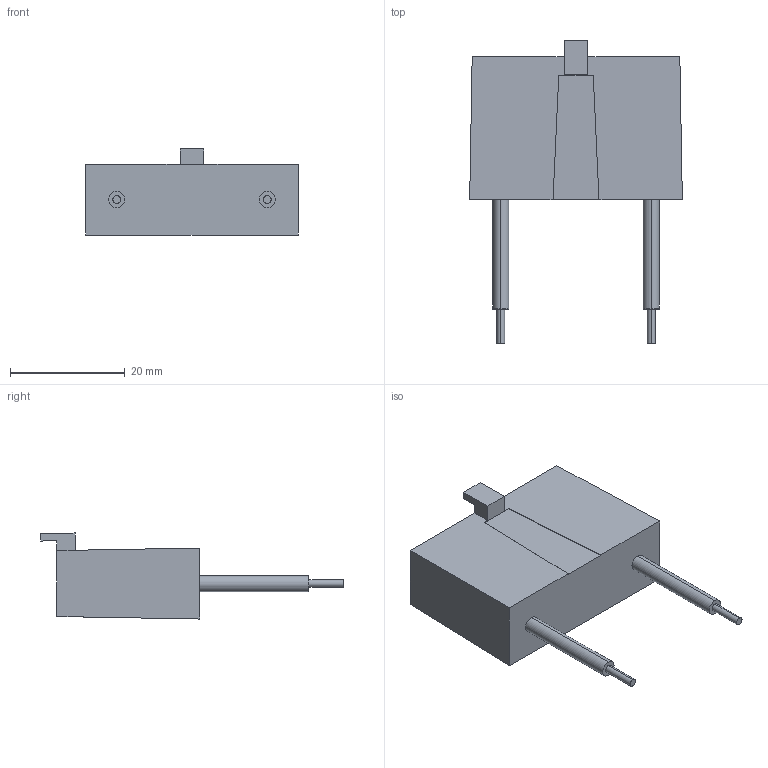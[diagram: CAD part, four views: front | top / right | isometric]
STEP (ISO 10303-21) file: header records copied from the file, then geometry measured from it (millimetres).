
FILE_DESCRIPTION((''),'2;1');
FILE_NAME('BA_ASM','2021-06-11T',('marketing.praksa'),('Audax d.o.o.'),'CREO PARAMETRIC BY PTC INC, 2017480','CREO PARAMETRIC BY PTC INC, 2017480','');
FILE_SCHEMA(('AUTOMOTIVE_DESIGN { 1 0 10303 214 1 1 1 1 }'));
Length unit declared in the file: metre
Products named in the file (4): BAMRC-BAMV-BAMDI_1; PRT9546; CU; BA_ASM
Assembly tree (3 placements, depth 2):
  BA_ASM
    BAMRC-BAMV-BAMDI_1
    PRT9546
    CU
Bounding box: 37 x 52.7 x 14.97 mm (x, y, z)
Volume: 11113 mm3; surface area: 3897.5 mm2
Topology: 6 solids, 6 shells, 136 faces, 355 edges, 236 vertices
Faces by surface type: plane 80, cylinder 56
Entity records: 6599 total; most frequent: DIRECTION 753, CARTESIAN_POINT 744, ORIENTED_EDGE 710, PRESENTATION_STYLE_ASSIGNMENT 497, STYLED_ITEM 497, CURVE_STYLE 355, EDGE_CURVE 355, AXIS2_PLACEMENT_3D 255
